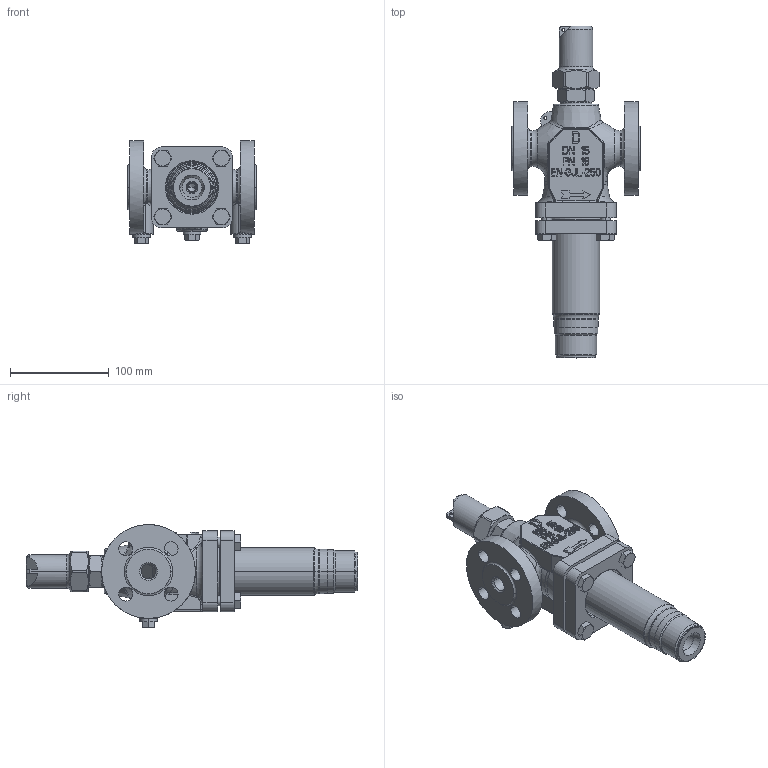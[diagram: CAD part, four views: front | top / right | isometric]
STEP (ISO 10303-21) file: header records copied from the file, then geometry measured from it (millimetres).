
FILE_DESCRIPTION((''),'2;1');
FILE_NAME('065B2654_ASM','2015-03-16T',('u317927'),('Danfoss'),'PRO/ENGINEER BY PARAMETRIC TECHNOLOGY CORPORATION, 2014000','PRO/ENGINEER BY PARAMETRIC TECHNOLOGY CORPORATION, 2014000','');
FILE_SCHEMA(('CONFIG_CONTROL_DESIGN'));
Length unit declared in the file: millimetre
Products named in the file (11): 8861840; 8861042; 8861021; 5184021; 8861045; ZVAR; 8861853; 5451354; 8861869; VIJAK_G1L4X12_ZAPIRALNI; 065B2654_ASM
Assembly tree (15 placements, depth 2):
  065B2654_ASM
    8861840
    8861042
    8861021
    5184021  x4
    8861045
    ZVAR
    8861853
    5451354
    8861869
    VIJAK_G1L4X12_ZAPIRALNI  x3
Bounding box: 130 x 336.1 x 104.2 mm (x, y, z)
Volume: 770192.4 mm3; surface area: 220810.7 mm2
Topology: 15 solids, 36 shells, 1305 faces, 3283 edges, 2068 vertices
Faces by surface type: plane 644, cylinder 295, cone 148, bspline 126, torus 88, sphere 4
Entity records: 42613 total; most frequent: CARTESIAN_POINT 14806, ORIENTED_EDGE 5842, DIRECTION 5517, EDGE_CURVE 2957, AXIS2_PLACEMENT_3D 1879, VERTEX_POINT 1868, VECTOR 1759, LINE 1759
